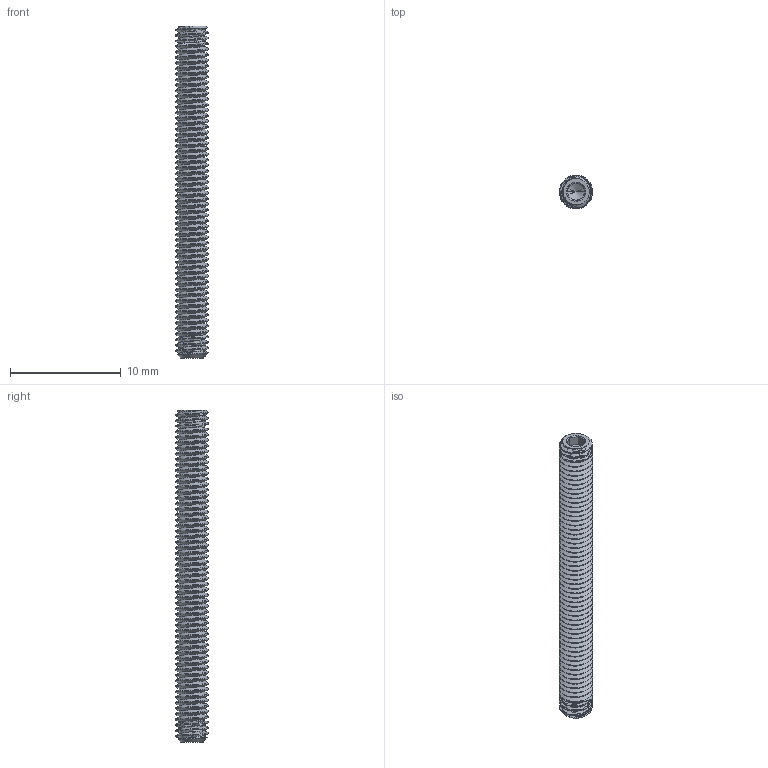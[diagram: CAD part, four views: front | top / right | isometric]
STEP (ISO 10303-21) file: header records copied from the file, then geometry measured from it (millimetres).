
FILE_DESCRIPTION (( 'STEP AP203' ), '1' );
FILE_NAME ('92605A120.step', '2013-09-20T16:47:34', ( '' ), ( '' ), 'SwSTEP 2.0', 'SolidWorks 2010', '' );
FILE_SCHEMA (( 'CONFIG_CONTROL_DESIGN' ));
Length unit declared in the file: millimetre
Products named in the file (1): 92605A120
Bounding box: 3 x 3 x 30 mm (x, y, z)
Volume: 163.8 mm3; surface area: 452.3 mm2
Topology: 1 solids, 1 shells, 150 faces, 424 edges, 275 vertices
Faces by surface type: cylinder 118, cone 15, plane 14, bspline 3
Entity records: 11889 total; most frequent: CARTESIAN_POINT 8694, ORIENTED_EDGE 844, DIRECTION 479, EDGE_CURVE 422, VERTEX_POINT 275, AXIS2_PLACEMENT_3D 168, EDGE_LOOP 151, ADVANCED_FACE 150
